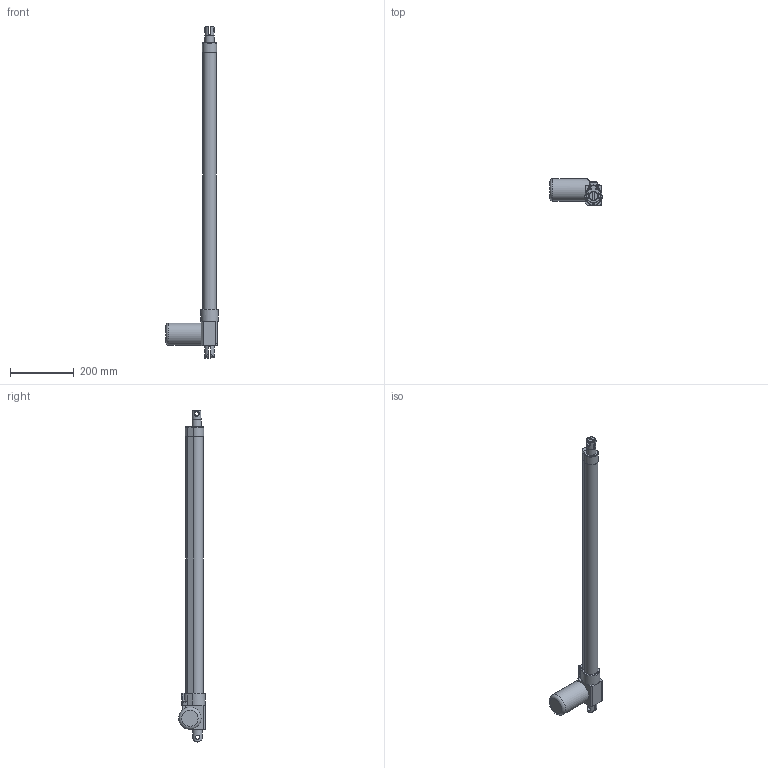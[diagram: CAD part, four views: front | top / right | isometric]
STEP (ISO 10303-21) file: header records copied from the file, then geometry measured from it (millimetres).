
FILE_DESCRIPTION(/* description */ (''),/* implementation_level */ '2;1');
FILE_NAME(/* name */ 'FA-HF-100-12-32.step',/* time_stamp */ '2019-09-03T16:25:54-07:00',/* author */ (''),/* organization */ (''),/* preprocessor_version */ 'ST-DEVELOPER v18',/* originating_system */ 'Autodesk Translation Framework v8.6.0.1094',/* authorisation */ '');
FILE_SCHEMA (('AUTOMOTIVE_DESIGN { 1 0 10303 214 3 1 1 }'));
Length unit declared in the file: inch
Products named in the file (4): (Unsaved); FA-HF; JIS B 1122 - ST2.9 x 6; DIN 913 - M6 x 6
Assembly tree (6 placements, depth 2):
  (Unsaved)
    FA-HF
    JIS B 1122 - ST2.9 x 6  x2
    DIN 913 - M6 x 6  x3
Bounding box: 163.51 x 82.55 x 1038.73 mm (x, y, z)
Volume: 2206541.5 mm3; surface area: 194083.7 mm2
Topology: 6 solids, 6 shells, 237 faces, 600 edges, 389 vertices
Faces by surface type: plane 104, cylinder 54, cone 33, bspline 22, torus 21, sphere 3
Full cylindrical faces by diameter (mm): 2.9 x2, 3.251 x2, 5.918 x3, 6 x3, 6.35 x3, 12.7 x4, 15.875 x2, 28.067 x1, 28.575 x1, 30.162 x1, 69.85 x1
Entity records: 6931 total; most frequent: CARTESIAN_POINT 2394, ORIENTED_EDGE 930, DIRECTION 919, EDGE_CURVE 465, AXIS2_PLACEMENT_3D 364, VERTEX_POINT 300, EDGE_LOOP 209, LINE 191
